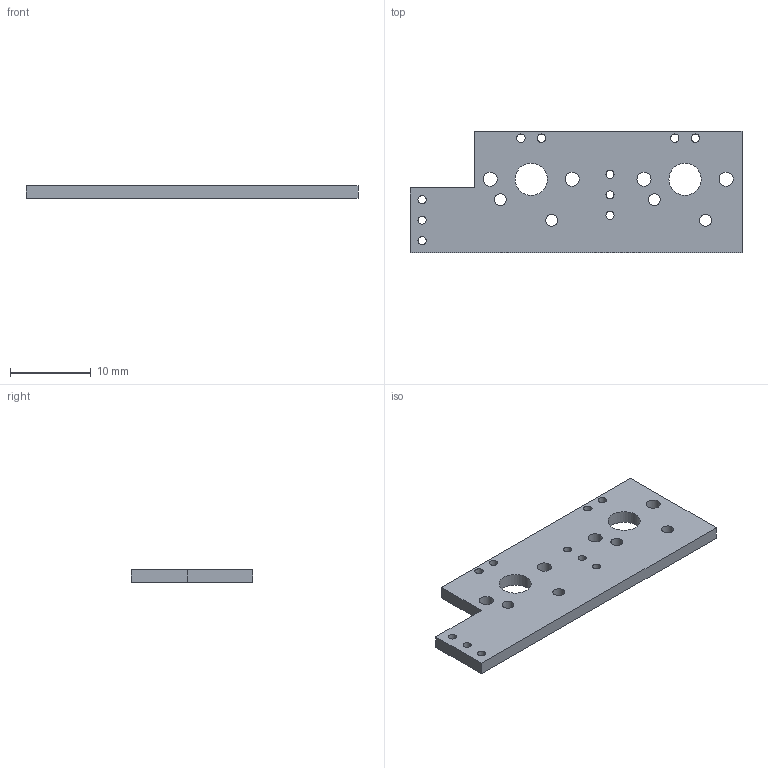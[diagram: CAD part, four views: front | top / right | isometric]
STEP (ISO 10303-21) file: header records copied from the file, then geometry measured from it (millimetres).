
FILE_DESCRIPTION(('FreeCAD Model'),'2;1');
FILE_NAME('rev2.step','2021-09-10T13:00:41',('Author'),(''), 'Open CASCADE STEP processor 7.3','FreeCAD','Unknown');
FILE_SCHEMA(('AUTOMOTIVE_DESIGN { 1 0 10303 214 1 1 1 1 }'));
Length unit declared in the file: millimetre
Products named in the file (7): Pikatea_Macropad_GB3_Addon; Board_Geoms_9b5; Local_CS_9b5; Pcb_9b5; PCB_Sketch_9b5; Step_Models_9b5; Top_9b5
Assembly tree (6 placements, depth 3):
  Pikatea_Macropad_GB3_Addon
    Board_Geoms_9b5
      Local_CS_9b5
      Pcb_9b5
      PCB_Sketch_9b5
    Step_Models_9b5
      Top_9b5
Bounding box: 41.1 x 15 x 1.6 mm (x, y, z)
Volume: 817.6 mm3; surface area: 1357.4 mm2
Topology: 1 solids, 1 shells, 28 faces, 84 edges, 64 vertices
Faces by surface type: cylinder 20, plane 8
Full cylindrical faces by diameter (mm): 1 x6, 1.04 x4, 1.47 x4, 1.75 x4, 3.988 x2
Entity records: 1185 total; most frequent: DIRECTION 194, CARTESIAN_POINT 183, ORIENTED_EDGE 156, EDGE_CURVE 78, AXIS2_PLACEMENT_3D 75, FACE_BOUND 68, EDGE_LOOP 68, VERTEX_POINT 52
